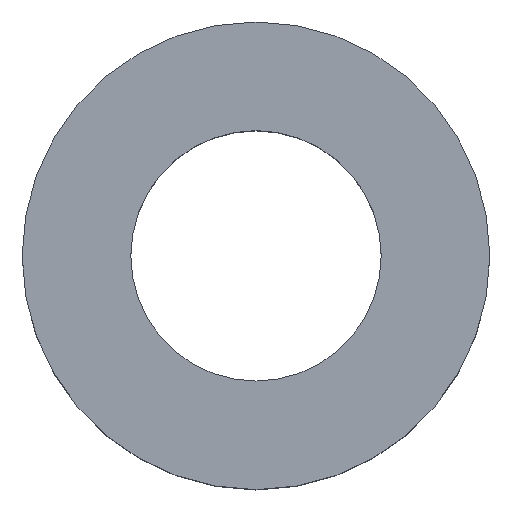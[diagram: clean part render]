
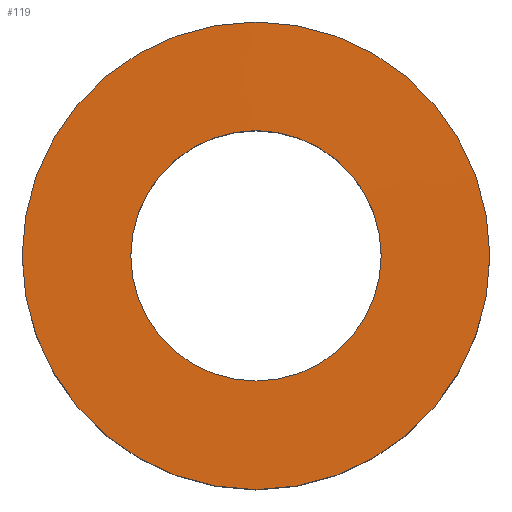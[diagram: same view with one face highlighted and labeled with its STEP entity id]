
A CAD part, top view. The second image highlights one B-rep face of the part: STEP entity #119.
In plain terms, the highlighted conical face has half-angle 89.935 degrees and reference radius 9.918 mm.
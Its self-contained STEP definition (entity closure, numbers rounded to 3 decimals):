
#18=FACE_OUTER_BOUND('',#26,.T.);
#26=EDGE_LOOP('',(#84,#85,#86,#87));
#34=LINE('',#219,#41);
#41=VECTOR('',#179,9.918);
#47=CIRCLE('',#150,12.918);
#49=CIRCLE('',#153,6.918);
#56=VERTEX_POINT('',#211);
#58=VERTEX_POINT('',#217);
#64=EDGE_CURVE('',#56,#56,#47,.T.);
#67=EDGE_CURVE('',#58,#58,#49,.T.);
#68=EDGE_CURVE('',#58,#56,#34,.T.);
#84=ORIENTED_EDGE('',*,*,#67,.F.);
#85=ORIENTED_EDGE('',*,*,#68,.T.);
#86=ORIENTED_EDGE('',*,*,#64,.T.);
#87=ORIENTED_EDGE('',*,*,#68,.F.);
#113=CONICAL_SURFACE('',#152,9.918,1.57);
#119=ADVANCED_FACE('',(#18),#113,.T.);
#150=AXIS2_PLACEMENT_3D('',#212,#170,#171);
#152=AXIS2_PLACEMENT_3D('',#216,#175,#176);
#153=AXIS2_PLACEMENT_3D('',#218,#177,#178);
#170=DIRECTION('center_axis',(0.,0.,1.));
#171=DIRECTION('ref_axis',(1.,0.,0.));
#175=DIRECTION('center_axis',(0.,0.,-1.));
#176=DIRECTION('ref_axis',(1.,0.,0.));
#177=DIRECTION('center_axis',(0.,0.,1.));
#178=DIRECTION('ref_axis',(1.,0.,0.));
#179=DIRECTION('',(-1.,0.,-0.001));
#211=CARTESIAN_POINT('',(-12.918,0.,5.727));
#212=CARTESIAN_POINT('Origin',(0.,0.,5.727));
#216=CARTESIAN_POINT('Origin',(0.,0.,5.73));
#217=CARTESIAN_POINT('',(-6.918,0.,5.733));
#218=CARTESIAN_POINT('Origin',(0.,0.,5.733));
#219=CARTESIAN_POINT('',(-9.918,0.,5.73));
